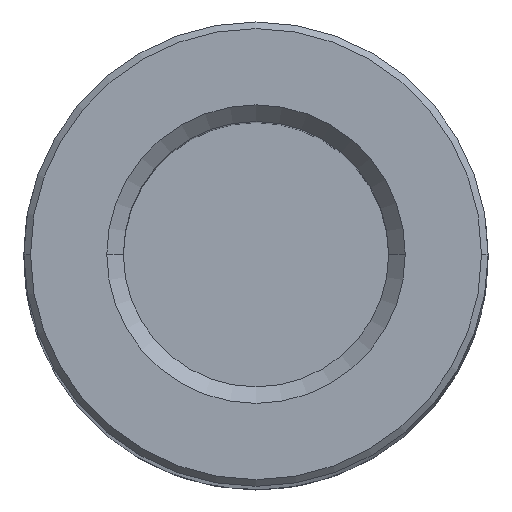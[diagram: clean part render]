
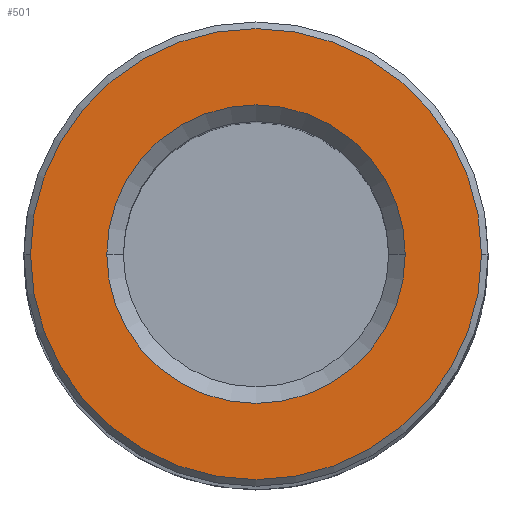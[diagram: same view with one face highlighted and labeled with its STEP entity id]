
A CAD part, top view. The second image highlights one B-rep face of the part: STEP entity #501.
In plain terms, the highlighted planar face has unit normal (0, 0, 1).
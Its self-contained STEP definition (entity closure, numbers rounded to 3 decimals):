
#100 = CARTESIAN_POINT ( 'NONE',  ( 0., 0., 160. ) ) ;
#146 = EDGE_CURVE ( 'NONE', #957, #1210, #1255, .T. ) ;
#197 = DIRECTION ( 'NONE',  ( 1., 0., 0. ) ) ;
#215 = DIRECTION ( 'NONE',  ( 0., 0., 1. ) ) ;
#260 = ORIENTED_EDGE ( 'NONE', *, *, #146, .T. ) ;
#274 = ORIENTED_EDGE ( 'NONE', *, *, #1122, .T. ) ;
#287 = DIRECTION ( 'NONE',  ( 0., 0., 1. ) ) ;
#314 = CARTESIAN_POINT ( 'NONE',  ( 0., 0., 160. ) ) ;
#322 = DIRECTION ( 'NONE',  ( 0., 0., 1. ) ) ;
#336 = CARTESIAN_POINT ( 'NONE',  ( -11.25, 0., 160. ) ) ;
#382 = FACE_OUTER_BOUND ( 'NONE', #1100, .T. ) ;
#424 = ORIENTED_EDGE ( 'NONE', *, *, #674, .F. ) ;
#450 = AXIS2_PLACEMENT_3D ( 'NONE', #314, #322, #197 ) ;
#500 = DIRECTION ( 'NONE',  ( 1., 0., 0. ) ) ;
#501 = ADVANCED_FACE ( 'NONE', ( #382, #1254 ), #661, .T. ) ;
#552 = CIRCLE ( 'NONE', #989, 11.25 ) ;
#553 = EDGE_CURVE ( 'NONE', #1190, #1143, #845, .T. ) ;
#560 = CARTESIAN_POINT ( 'NONE',  ( -17., 0., 160. ) ) ;
#574 = AXIS2_PLACEMENT_3D ( 'NONE', #100, #769, #500 ) ;
#579 = CARTESIAN_POINT ( 'NONE',  ( 0., 0., 160. ) ) ;
#604 = DIRECTION ( 'NONE',  ( 1., 0., 0. ) ) ;
#638 = CARTESIAN_POINT ( 'NONE',  ( 11.25, 0., 160. ) ) ;
#643 = ORIENTED_EDGE ( 'NONE', *, *, #553, .F. ) ;
#661 = PLANE ( 'NONE',  #574 ) ;
#674 = EDGE_CURVE ( 'NONE', #1143, #1190, #552, .T. ) ;
#769 = DIRECTION ( 'NONE',  ( 0., 0., 1. ) ) ;
#775 = AXIS2_PLACEMENT_3D ( 'NONE', #993, #997, #978 ) ;
#845 = CIRCLE ( 'NONE', #775, 11.25 ) ;
#886 = AXIS2_PLACEMENT_3D ( 'NONE', #579, #287, #952 ) ;
#947 = CIRCLE ( 'NONE', #450, 17. ) ;
#952 = DIRECTION ( 'NONE',  ( 1., 0., 0. ) ) ;
#957 = VERTEX_POINT ( 'NONE', #560 ) ;
#978 = DIRECTION ( 'NONE',  ( 1., 0., 0. ) ) ;
#989 = AXIS2_PLACEMENT_3D ( 'NONE', #1186, #215, #604 ) ;
#993 = CARTESIAN_POINT ( 'NONE',  ( 0., 0., 160. ) ) ;
#997 = DIRECTION ( 'NONE',  ( 0., 0., 1. ) ) ;
#1001 = EDGE_LOOP ( 'NONE', ( #424, #643 ) ) ;
#1093 = CARTESIAN_POINT ( 'NONE',  ( 17., 0., 160. ) ) ;
#1100 = EDGE_LOOP ( 'NONE', ( #260, #274 ) ) ;
#1122 = EDGE_CURVE ( 'NONE', #1210, #957, #947, .T. ) ;
#1143 = VERTEX_POINT ( 'NONE', #638 ) ;
#1186 = CARTESIAN_POINT ( 'NONE',  ( 0., 0., 160. ) ) ;
#1190 = VERTEX_POINT ( 'NONE', #336 ) ;
#1210 = VERTEX_POINT ( 'NONE', #1093 ) ;
#1254 = FACE_BOUND ( 'NONE', #1001, .T. ) ;
#1255 = CIRCLE ( 'NONE', #886, 17. ) ;
